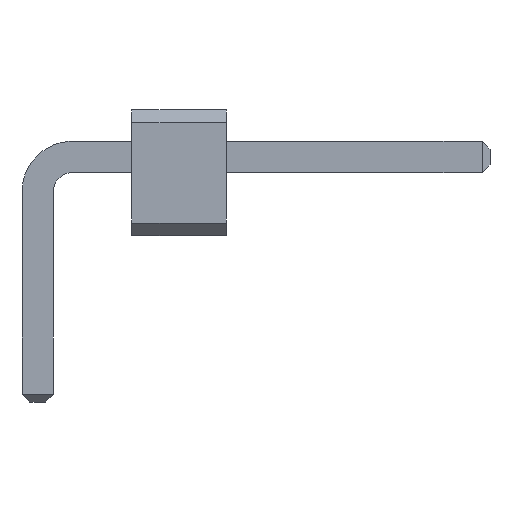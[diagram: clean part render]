
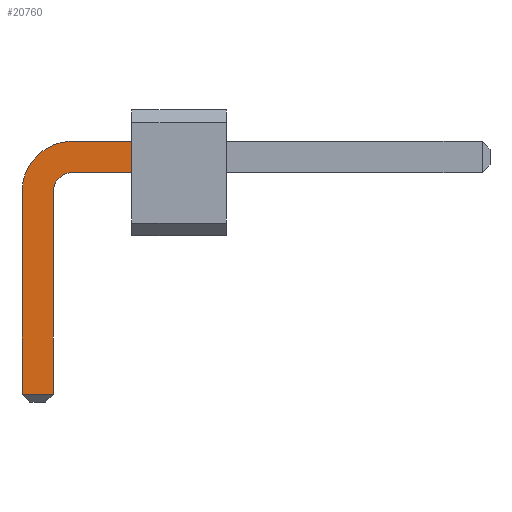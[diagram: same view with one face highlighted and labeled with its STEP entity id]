
A CAD part, front view. The second image highlights one B-rep face of the part: STEP entity #20760.
In plain terms, the highlighted planar face has unit normal (0, -1, 0).
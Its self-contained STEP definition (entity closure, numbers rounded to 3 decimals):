
#6578 = VERTEX_POINT('',#6579);
#6579 = CARTESIAN_POINT('',(1.5,-78.25,1.25));
#6587 = EDGE_CURVE('',#6578,#6588,#6590,.T.);
#6588 = VERTEX_POINT('',#6589);
#6589 = CARTESIAN_POINT('',(1.5,-78.25,0.75));
#6590 = LINE('',#6591,#6592);
#6591 = CARTESIAN_POINT('',(1.5,-78.25,0.499));
#6592 = VECTOR('',#6593,1.);
#6593 = DIRECTION('',(0.,0.,-1.));
#20660 = VERTEX_POINT('',#20661);
#20661 = CARTESIAN_POINT('',(0.5,-78.25,1.25));
#20667 = EDGE_CURVE('',#20660,#6578,#20668,.T.);
#20668 = LINE('',#20669,#20670);
#20669 = CARTESIAN_POINT('',(0.5,-78.25,1.25));
#20670 = VECTOR('',#20671,1.);
#20671 = DIRECTION('',(1.,0.,0.));
#20742 = EDGE_CURVE('',#6588,#20743,#20745,.T.);
#20743 = VERTEX_POINT('',#20744);
#20744 = CARTESIAN_POINT('',(0.5,-78.25,0.75));
#20745 = LINE('',#20746,#20747);
#20746 = CARTESIAN_POINT('',(7.2,-78.25,0.75));
#20747 = VECTOR('',#20748,1.);
#20748 = DIRECTION('',(-1.,0.,0.));
#20760 = ADVANCED_FACE('',(#20761),#20806,.F.);
#20761 = FACE_BOUND('',#20762,.F.);
#20762 = EDGE_LOOP('',(#20763,#20764,#20765,#20774,#20782,#20790,#20798,
#20805));
#20763 = ORIENTED_EDGE('',*,*,#6587,.T.);
#20764 = ORIENTED_EDGE('',*,*,#20742,.T.);
#20765 = ORIENTED_EDGE('',*,*,#20766,.T.);
#20766 = EDGE_CURVE('',#20743,#20767,#20769,.T.);
#20767 = VERTEX_POINT('',#20768);
#20768 = CARTESIAN_POINT('',(0.25,-78.25,0.5));
#20769 = CIRCLE('',#20770,0.324);
#20770 = AXIS2_PLACEMENT_3D('',#20771,#20772,#20773);
#20771 = CARTESIAN_POINT('',(0.567,-78.25,0.433));
#20772 = DIRECTION('',(0.,-1.,0.));
#20773 = DIRECTION('',(-0.207,0.,0.978
));
#20774 = ORIENTED_EDGE('',*,*,#20775,.T.);
#20775 = EDGE_CURVE('',#20767,#20776,#20778,.T.);
#20776 = VERTEX_POINT('',#20777);
#20777 = CARTESIAN_POINT('',(0.25,-78.25,-2.775));
#20778 = LINE('',#20779,#20780);
#20779 = CARTESIAN_POINT('',(0.25,-78.25,0.5));
#20780 = VECTOR('',#20781,1.);
#20781 = DIRECTION('',(0.,0.,-1.));
#20782 = ORIENTED_EDGE('',*,*,#20783,.T.);
#20783 = EDGE_CURVE('',#20776,#20784,#20786,.T.);
#20784 = VERTEX_POINT('',#20785);
#20785 = CARTESIAN_POINT('',(-0.25,-78.25,-2.775));
#20786 = LINE('',#20787,#20788);
#20787 = CARTESIAN_POINT('',(0.25,-78.25,-2.775));
#20788 = VECTOR('',#20789,1.);
#20789 = DIRECTION('',(-1.,0.,0.));
#20790 = ORIENTED_EDGE('',*,*,#20791,.T.);
#20791 = EDGE_CURVE('',#20784,#20792,#20794,.T.);
#20792 = VERTEX_POINT('',#20793);
#20793 = CARTESIAN_POINT('',(-0.25,-78.25,0.5));
#20794 = LINE('',#20795,#20796);
#20795 = CARTESIAN_POINT('',(-0.25,-78.25,-2.9));
#20796 = VECTOR('',#20797,1.);
#20797 = DIRECTION('',(0.,0.,1.));
#20798 = ORIENTED_EDGE('',*,*,#20799,.T.);
#20799 = EDGE_CURVE('',#20792,#20660,#20800,.T.);
#20800 = CIRCLE('',#20801,0.808);
#20801 = AXIS2_PLACEMENT_3D('',#20802,#20803,#20804);
#20802 = CARTESIAN_POINT('',(0.556,-78.25,0.444));
#20803 = DIRECTION('',(0.,1.,0.));
#20804 = DIRECTION('',(-0.998,0.,
0.069));
#20805 = ORIENTED_EDGE('',*,*,#20667,.T.);
#20806 = PLANE('',#20807);
#20807 = AXIS2_PLACEMENT_3D('',#20808,#20809,#20810);
#20808 = CARTESIAN_POINT('',(2.437,-78.25,0.248));
#20809 = DIRECTION('',(0.,1.,-0.));
#20810 = DIRECTION('',(0.,0.,-1.));
